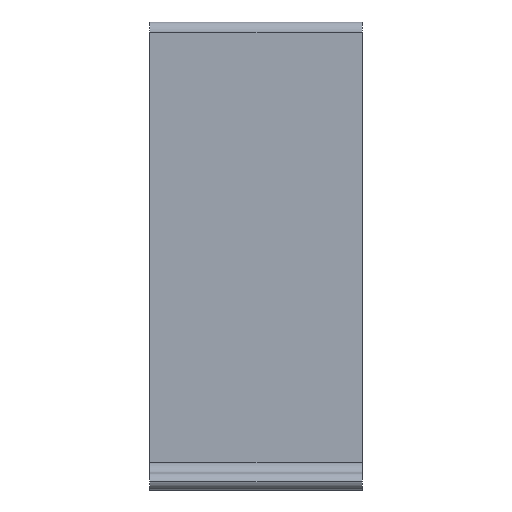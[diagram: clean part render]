
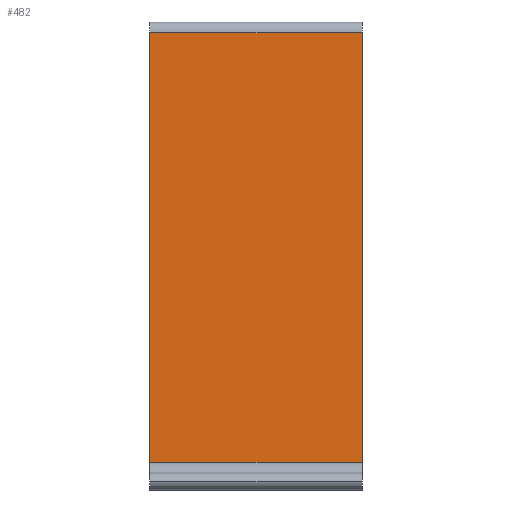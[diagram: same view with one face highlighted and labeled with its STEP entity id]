
A CAD part, left-side view. The second image highlights one B-rep face of the part: STEP entity #482.
In plain terms, the highlighted planar face has unit normal (-1, 0, 0).
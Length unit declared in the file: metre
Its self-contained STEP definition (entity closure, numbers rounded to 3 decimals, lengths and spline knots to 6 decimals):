
#48=LINE('',#809,#90);
#49=LINE('',#812,#91);
#50=LINE('',#814,#92);
#51=LINE('',#816,#93);
#90=VECTOR('',#633,1.);
#91=VECTOR('',#634,1.);
#92=VECTOR('',#635,1.);
#93=VECTOR('',#636,1.);
#105=PLANE('',#525);
#150=ORIENTED_EDGE('',*,*,#288,.F.);
#151=ORIENTED_EDGE('',*,*,#289,.T.);
#152=ORIENTED_EDGE('',*,*,#290,.T.);
#153=ORIENTED_EDGE('',*,*,#291,.T.);
#288=EDGE_CURVE('',#358,#359,#48,.T.);
#289=EDGE_CURVE('',#358,#360,#49,.F.);
#290=EDGE_CURVE('',#360,#361,#50,.T.);
#291=EDGE_CURVE('',#361,#359,#51,.T.);
#358=VERTEX_POINT('',#810);
#359=VERTEX_POINT('',#811);
#360=VERTEX_POINT('',#813);
#361=VERTEX_POINT('',#815);
#409=EDGE_LOOP('',(#150,#151,#152,#153));
#441=FACE_BOUND('',#409,.T.);
#482=ADVANCED_FACE('',(#441),#105,.T.);
#525=AXIS2_PLACEMENT_3D('',#808,#631,#632);
#631=DIRECTION('',(-1.,0.,0.));
#632=DIRECTION('',(0.,0.,1.));
#633=DIRECTION('',(0.,0.,1.));
#634=DIRECTION('',(0.,1.,0.));
#635=DIRECTION('',(0.,0.,1.));
#636=DIRECTION('',(0.,1.,0.));
#808=CARTESIAN_POINT('',(-0.009893,-0.02,0.02285));
#809=CARTESIAN_POINT('',(-0.009893,0.,0.02285));
#810=CARTESIAN_POINT('',(-0.009893,0.,0.0026));
#811=CARTESIAN_POINT('',(-0.009893,0.,0.0431));
#812=CARTESIAN_POINT('',(-0.009893,-0.02,0.0026));
#813=CARTESIAN_POINT('',(-0.009893,-0.02,0.0026));
#814=CARTESIAN_POINT('',(-0.009893,-0.02,0.02285));
#815=CARTESIAN_POINT('',(-0.009893,-0.02,0.0431));
#816=CARTESIAN_POINT('',(-0.009893,-0.02,0.0431));
